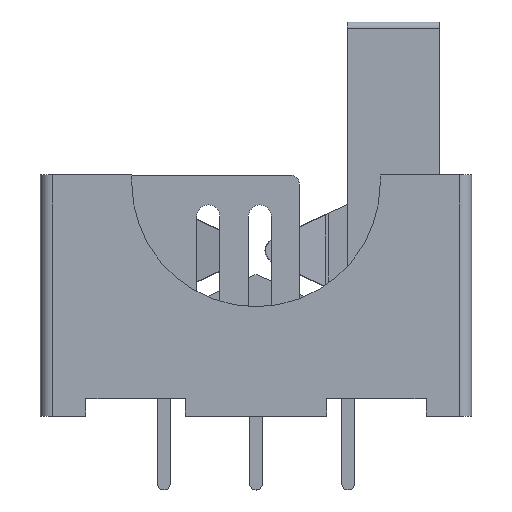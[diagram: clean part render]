
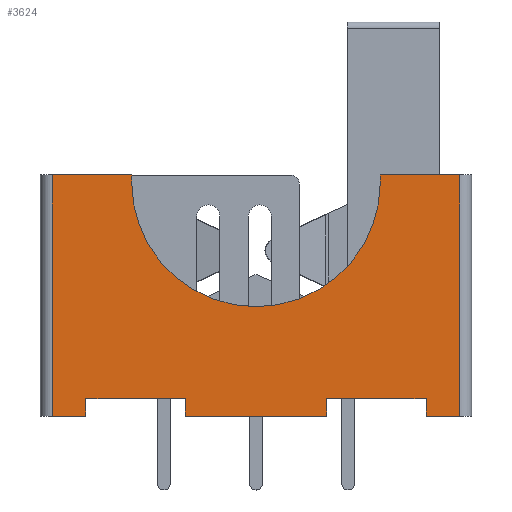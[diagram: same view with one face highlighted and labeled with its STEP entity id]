
A CAD part, top view. The second image highlights one B-rep face of the part: STEP entity #3624.
In plain terms, the highlighted planar face has unit normal (0, 0, 1).
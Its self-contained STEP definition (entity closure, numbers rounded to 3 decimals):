
#9 = AXIS2_PLACEMENT_3D ( 'NONE', #3130, #495, #3899 ) ;
#59 = VECTOR ( 'NONE', #1690, 1000. ) ;
#128 = VERTEX_POINT ( 'NONE', #3666 ) ;
#195 = ORIENTED_EDGE ( 'NONE', *, *, #4519, .F. ) ;
#273 = ORIENTED_EDGE ( 'NONE', *, *, #3638, .F. ) ;
#303 = ORIENTED_EDGE ( 'NONE', *, *, #3408, .F. ) ;
#370 = CARTESIAN_POINT ( 'NONE',  ( -11.06, 13.1, 2.9 ) ) ;
#386 = VERTEX_POINT ( 'NONE', #3818 ) ;
#401 = CARTESIAN_POINT ( 'NONE',  ( -9.235, 0.96, 2.9 ) ) ;
#487 = DIRECTION ( 'NONE',  ( 0., -1., 0. ) ) ;
#495 = DIRECTION ( 'NONE',  ( 0., 0., 1. ) ) ;
#520 = VERTEX_POINT ( 'NONE', #3188 ) ;
#524 = CARTESIAN_POINT ( 'NONE',  ( 9.235, 0.96, 2.9 ) ) ;
#843 = CARTESIAN_POINT ( 'NONE',  ( -11.06, 13.1, 2.9 ) ) ;
#874 = CARTESIAN_POINT ( 'NONE',  ( 0., 12.7, 2.9 ) ) ;
#881 = EDGE_LOOP ( 'NONE', ( #1640, #273, #4256, #195, #1112, #303, #3094, #3063, #1636, #2086, #1663, #2376, #4687, #2036, #2632, #4347 ) ) ;
#903 = EDGE_CURVE ( 'NONE', #1782, #520, #2354, .T. ) ;
#942 = EDGE_CURVE ( 'NONE', #3927, #2450, #3113, .T. ) ;
#949 = LINE ( 'NONE', #524, #1410 ) ;
#964 = CARTESIAN_POINT ( 'NONE',  ( -11.06, 0., 2.9 ) ) ;
#979 = VERTEX_POINT ( 'NONE', #1806 ) ;
#1026 = LINE ( 'NONE', #4441, #4511 ) ;
#1062 = DIRECTION ( 'NONE',  ( 1., 0., 0. ) ) ;
#1073 = CARTESIAN_POINT ( 'NONE',  ( 0., 12.7, 2.9 ) ) ;
#1085 = CARTESIAN_POINT ( 'NONE',  ( 3.835, 0., 2.9 ) ) ;
#1112 = ORIENTED_EDGE ( 'NONE', *, *, #4765, .T. ) ;
#1165 = AXIS2_PLACEMENT_3D ( 'NONE', #4512, #2703, #4501 ) ;
#1201 = EDGE_CURVE ( 'NONE', #2411, #386, #949, .T. ) ;
#1214 = VERTEX_POINT ( 'NONE', #4374 ) ;
#1227 = VERTEX_POINT ( 'NONE', #1299 ) ;
#1299 = CARTESIAN_POINT ( 'NONE',  ( 6.738, 13.1, 2.9 ) ) ;
#1360 = LINE ( 'NONE', #401, #3301 ) ;
#1372 = LINE ( 'NONE', #964, #4155 ) ;
#1410 = VECTOR ( 'NONE', #3961, 1000. ) ;
#1426 = CARTESIAN_POINT ( 'NONE',  ( -6.75, 12.7, 2.9 ) ) ;
#1495 = AXIS2_PLACEMENT_3D ( 'NONE', #874, #1681, #4332 ) ;
#1499 = VECTOR ( 'NONE', #3718, 1000. ) ;
#1564 = EDGE_CURVE ( 'NONE', #2374, #2411, #3505, .T. ) ;
#1598 = CARTESIAN_POINT ( 'NONE',  ( -9.235, 0., 2.9 ) ) ;
#1616 = LINE ( 'NONE', #1598, #1864 ) ;
#1636 = ORIENTED_EDGE ( 'NONE', *, *, #4679, .T. ) ;
#1640 = ORIENTED_EDGE ( 'NONE', *, *, #903, .T. ) ;
#1655 = DIRECTION ( 'NONE',  ( 0., 1., 0. ) ) ;
#1663 = ORIENTED_EDGE ( 'NONE', *, *, #2996, .F. ) ;
#1681 = DIRECTION ( 'NONE',  ( 0., 0., 1. ) ) ;
#1690 = DIRECTION ( 'NONE',  ( 0., -1., 0. ) ) ;
#1732 = CIRCLE ( 'NONE', #9, 6.75 ) ;
#1782 = VERTEX_POINT ( 'NONE', #3004 ) ;
#1806 = CARTESIAN_POINT ( 'NONE',  ( 11.06, 13.1, 2.9 ) ) ;
#1864 = VECTOR ( 'NONE', #487, 1000. ) ;
#1911 = DIRECTION ( 'NONE',  ( -1., 0., 0. ) ) ;
#1953 = LINE ( 'NONE', #3590, #59 ) ;
#1968 = CARTESIAN_POINT ( 'NONE',  ( 9.235, 0.96, 2.9 ) ) ;
#1997 = CARTESIAN_POINT ( 'NONE',  ( -11.06, 0., 2.9 ) ) ;
#2005 = EDGE_CURVE ( 'NONE', #4880, #1214, #1360, .T. ) ;
#2036 = ORIENTED_EDGE ( 'NONE', *, *, #4481, .F. ) ;
#2086 = ORIENTED_EDGE ( 'NONE', *, *, #2497, .F. ) ;
#2245 = DIRECTION ( 'NONE',  ( 1., 0., 0. ) ) ;
#2263 = CARTESIAN_POINT ( 'NONE',  ( -3.835, 0.96, 2.9 ) ) ;
#2341 = FACE_OUTER_BOUND ( 'NONE', #881, .T. ) ;
#2354 = LINE ( 'NONE', #1997, #3612 ) ;
#2374 = VERTEX_POINT ( 'NONE', #3453 ) ;
#2376 = ORIENTED_EDGE ( 'NONE', *, *, #3744, .F. ) ;
#2396 = EDGE_CURVE ( 'NONE', #2888, #1782, #4489, .T. ) ;
#2411 = VERTEX_POINT ( 'NONE', #1968 ) ;
#2450 = VERTEX_POINT ( 'NONE', #3876 ) ;
#2463 = DIRECTION ( 'NONE',  ( 1., 0., 0. ) ) ;
#2497 = EDGE_CURVE ( 'NONE', #979, #4251, #1953, .T. ) ;
#2515 = LINE ( 'NONE', #1085, #1499 ) ;
#2549 = DIRECTION ( 'NONE',  ( 1., 0., 0. ) ) ;
#2632 = ORIENTED_EDGE ( 'NONE', *, *, #3451, .F. ) ;
#2703 = DIRECTION ( 'NONE',  ( 0., 0., -1. ) ) ;
#2782 = VECTOR ( 'NONE', #1655, 1000. ) ;
#2865 = DIRECTION ( 'NONE',  ( 0., 1., 0. ) ) ;
#2888 = VERTEX_POINT ( 'NONE', #370 ) ;
#2996 = EDGE_CURVE ( 'NONE', #1227, #979, #3943, .T. ) ;
#3004 = CARTESIAN_POINT ( 'NONE',  ( -11.06, 0., 2.9 ) ) ;
#3063 = ORIENTED_EDGE ( 'NONE', *, *, #1564, .F. ) ;
#3094 = ORIENTED_EDGE ( 'NONE', *, *, #1201, .F. ) ;
#3113 = CIRCLE ( 'NONE', #4647, 6.75 ) ;
#3118 = VECTOR ( 'NONE', #3841, 1000. ) ;
#3130 = CARTESIAN_POINT ( 'NONE',  ( 0., 12.7, 2.9 ) ) ;
#3188 = CARTESIAN_POINT ( 'NONE',  ( -9.235, 0., 2.9 ) ) ;
#3227 = VECTOR ( 'NONE', #4621, 1000. ) ;
#3301 = VECTOR ( 'NONE', #1911, 1000. ) ;
#3408 = EDGE_CURVE ( 'NONE', #386, #128, #2515, .T. ) ;
#3451 = EDGE_CURVE ( 'NONE', #2888, #3712, #4117, .T. ) ;
#3453 = CARTESIAN_POINT ( 'NONE',  ( 9.235, 0., 2.9 ) ) ;
#3454 = CARTESIAN_POINT ( 'NONE',  ( -11.06, 13.1, 2.9 ) ) ;
#3505 = LINE ( 'NONE', #4001, #4145 ) ;
#3569 = CARTESIAN_POINT ( 'NONE',  ( -6.738, 13.1, 2.9 ) ) ;
#3590 = CARTESIAN_POINT ( 'NONE',  ( 11.06, 13.1, 2.9 ) ) ;
#3612 = VECTOR ( 'NONE', #4649, 1000. ) ;
#3624 = ADVANCED_FACE ( 'NONE', ( #2341 ), #3873, .F. ) ;
#3638 = EDGE_CURVE ( 'NONE', #1214, #520, #1616, .T. ) ;
#3666 = CARTESIAN_POINT ( 'NONE',  ( 3.835, 0., 2.9 ) ) ;
#3712 = VERTEX_POINT ( 'NONE', #3569 ) ;
#3718 = DIRECTION ( 'NONE',  ( 0., -1., 0. ) ) ;
#3744 = EDGE_CURVE ( 'NONE', #2450, #1227, #3758, .T. ) ;
#3758 = CIRCLE ( 'NONE', #1495, 6.75 ) ;
#3818 = CARTESIAN_POINT ( 'NONE',  ( 3.835, 0.96, 2.9 ) ) ;
#3841 = DIRECTION ( 'NONE',  ( 0., -1., 0. ) ) ;
#3873 = PLANE ( 'NONE',  #1165 ) ;
#3876 = CARTESIAN_POINT ( 'NONE',  ( 6.75, 12.7, 2.9 ) ) ;
#3899 = DIRECTION ( 'NONE',  ( 1., 0., 0. ) ) ;
#3927 = VERTEX_POINT ( 'NONE', #1426 ) ;
#3931 = CARTESIAN_POINT ( 'NONE',  ( -3.835, 0., 2.9 ) ) ;
#3943 = LINE ( 'NONE', #3454, #3227 ) ;
#3961 = DIRECTION ( 'NONE',  ( -1., 0., 0. ) ) ;
#4001 = CARTESIAN_POINT ( 'NONE',  ( 9.235, 0., 2.9 ) ) ;
#4091 = DIRECTION ( 'NONE',  ( 0., 0., 1. ) ) ;
#4101 = CARTESIAN_POINT ( 'NONE',  ( -11.06, 13.1, 2.9 ) ) ;
#4117 = LINE ( 'NONE', #4101, #4406 ) ;
#4145 = VECTOR ( 'NONE', #2865, 1000. ) ;
#4155 = VECTOR ( 'NONE', #2463, 1000. ) ;
#4193 = VERTEX_POINT ( 'NONE', #4611 ) ;
#4251 = VERTEX_POINT ( 'NONE', #4893 ) ;
#4256 = ORIENTED_EDGE ( 'NONE', *, *, #2005, .F. ) ;
#4332 = DIRECTION ( 'NONE',  ( 1., 0., 0. ) ) ;
#4347 = ORIENTED_EDGE ( 'NONE', *, *, #2396, .T. ) ;
#4374 = CARTESIAN_POINT ( 'NONE',  ( -9.235, 0.96, 2.9 ) ) ;
#4406 = VECTOR ( 'NONE', #2549, 1000. ) ;
#4441 = CARTESIAN_POINT ( 'NONE',  ( -11.06, 0., 2.9 ) ) ;
#4481 = EDGE_CURVE ( 'NONE', #3712, #3927, #1732, .T. ) ;
#4489 = LINE ( 'NONE', #843, #3118 ) ;
#4501 = DIRECTION ( 'NONE',  ( -1., 0., 0. ) ) ;
#4511 = VECTOR ( 'NONE', #1062, 1000. ) ;
#4512 = CARTESIAN_POINT ( 'NONE',  ( -11.06, 13.1, 2.9 ) ) ;
#4519 = EDGE_CURVE ( 'NONE', #4193, #4880, #4808, .T. ) ;
#4611 = CARTESIAN_POINT ( 'NONE',  ( -3.835, 0., 2.9 ) ) ;
#4621 = DIRECTION ( 'NONE',  ( 1., 0., 0. ) ) ;
#4647 = AXIS2_PLACEMENT_3D ( 'NONE', #1073, #4091, #2245 ) ;
#4649 = DIRECTION ( 'NONE',  ( 1., 0., 0. ) ) ;
#4679 = EDGE_CURVE ( 'NONE', #2374, #4251, #1372, .T. ) ;
#4687 = ORIENTED_EDGE ( 'NONE', *, *, #942, .F. ) ;
#4765 = EDGE_CURVE ( 'NONE', #4193, #128, #1026, .T. ) ;
#4808 = LINE ( 'NONE', #3931, #2782 ) ;
#4880 = VERTEX_POINT ( 'NONE', #2263 ) ;
#4893 = CARTESIAN_POINT ( 'NONE',  ( 11.06, 0., 2.9 ) ) ;
